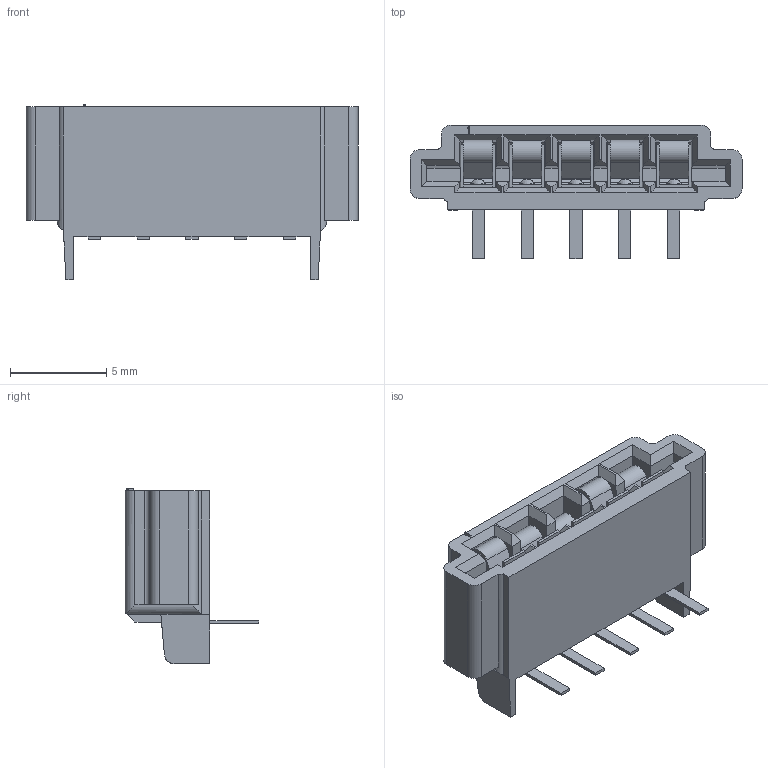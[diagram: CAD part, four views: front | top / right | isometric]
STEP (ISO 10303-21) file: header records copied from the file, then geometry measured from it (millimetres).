
FILE_DESCRIPTION((''),'2;1');
FILE_NAME('C-5-520314-5','2019-02-27T04:14:32',('workeradm'),('TE Connectivity Ltd.'),'CREO PARAMETRIC BY PTC INC, 2018190','CREO PARAMETRIC BY PTC INC, 2018190','');
FILE_SCHEMA(('AUTOMOTIVE_DESIGN { 1 0 10303 214 1 1 1 1 }'));
Length unit declared in the file: millimetre
Products named in the file (1): C-5-520314-5
Bounding box: 17.22 x 6.93 x 9.09 mm (x, y, z)
Volume: 327.5 mm3; surface area: 910.7 mm2
Topology: 1 solids, 1 shells, 346 faces, 977 edges, 630 vertices
Faces by surface type: plane 227, cylinder 74, bspline 35, torus 5, cone 5
Entity records: 15001 total; most frequent: CARTESIAN_POINT 6142, ORIENTED_EDGE 1954, DIRECTION 1692, EDGE_CURVE 977, VECTOR 740, LINE 740, VERTEX_POINT 630, AXIS2_PLACEMENT_3D 476
